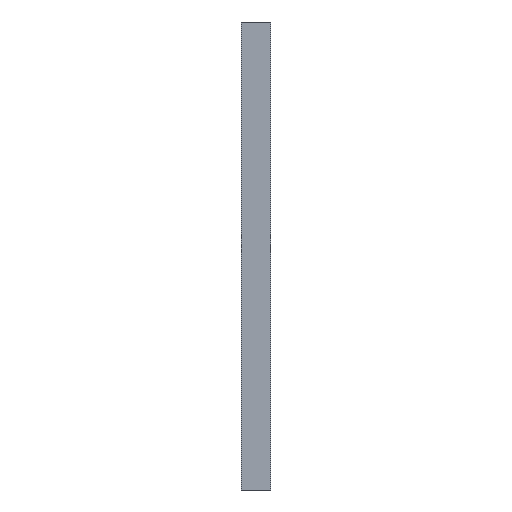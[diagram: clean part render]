
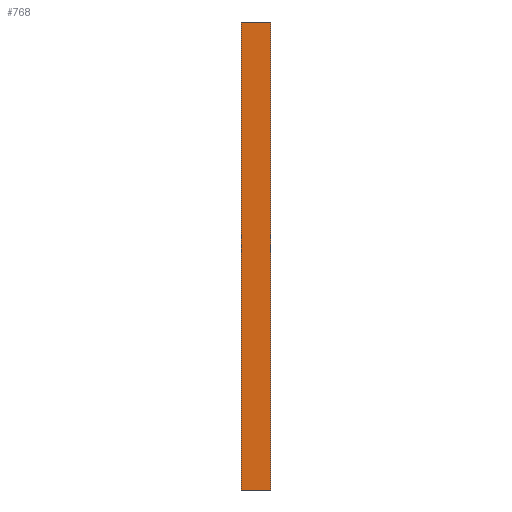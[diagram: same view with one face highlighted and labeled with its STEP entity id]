
A CAD part, left-side view. The second image highlights one B-rep face of the part: STEP entity #768.
In plain terms, the highlighted planar face has unit normal (-1, 0, 0).
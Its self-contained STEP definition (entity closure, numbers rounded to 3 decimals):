
#53 = PLANE ( 'NONE',  #1707 ) ;
#66 = VERTEX_POINT ( 'NONE', #2073 ) ;
#83 = VERTEX_POINT ( 'NONE', #1125 ) ;
#251 = VECTOR ( 'NONE', #1083, 1000. ) ;
#292 = VECTOR ( 'NONE', #873, 1000. ) ;
#431 = DIRECTION ( 'NONE',  ( 0., -1., 0. ) ) ;
#469 = CARTESIAN_POINT ( 'NONE',  ( -4., 0., 36. ) ) ;
#536 = DIRECTION ( 'NONE',  ( 1., 0., 0. ) ) ;
#564 = LINE ( 'NONE', #862, #292 ) ;
#697 = CARTESIAN_POINT ( 'NONE',  ( -4., 2.5, -4. ) ) ;
#768 = ADVANCED_FACE ( 'NONE', ( #1978 ), #53, .F. ) ;
#862 = CARTESIAN_POINT ( 'NONE',  ( -4., 0., -4. ) ) ;
#873 = DIRECTION ( 'NONE',  ( 0., 0., 1. ) ) ;
#1015 = ORIENTED_EDGE ( 'NONE', *, *, #1067, .F. ) ;
#1061 = LINE ( 'NONE', #1269, #251 ) ;
#1067 = EDGE_CURVE ( 'NONE', #83, #1206, #1061, .T. ) ;
#1083 = DIRECTION ( 'NONE',  ( 0., -1., 0. ) ) ;
#1098 = CARTESIAN_POINT ( 'NONE',  ( -4., 2.5, -4. ) ) ;
#1125 = CARTESIAN_POINT ( 'NONE',  ( -4., 2.5, 36. ) ) ;
#1132 = VERTEX_POINT ( 'NONE', #1098 ) ;
#1142 = VECTOR ( 'NONE', #1262, 1000. ) ;
#1206 = VERTEX_POINT ( 'NONE', #469 ) ;
#1238 = CARTESIAN_POINT ( 'NONE',  ( -4., 2.5, -4. ) ) ;
#1262 = DIRECTION ( 'NONE',  ( 0., 0., 1. ) ) ;
#1269 = CARTESIAN_POINT ( 'NONE',  ( -4., 2.5, 36. ) ) ;
#1275 = CARTESIAN_POINT ( 'NONE',  ( -4., 2.5, -4. ) ) ;
#1299 = ORIENTED_EDGE ( 'NONE', *, *, #1729, .T. ) ;
#1342 = ORIENTED_EDGE ( 'NONE', *, *, #2049, .T. ) ;
#1457 = EDGE_CURVE ( 'NONE', #1132, #83, #1844, .T. ) ;
#1664 = VECTOR ( 'NONE', #431, 1000. ) ;
#1707 = AXIS2_PLACEMENT_3D ( 'NONE', #697, #536, #1827 ) ;
#1729 = EDGE_CURVE ( 'NONE', #1132, #66, #1765, .T. ) ;
#1733 = ORIENTED_EDGE ( 'NONE', *, *, #1457, .F. ) ;
#1765 = LINE ( 'NONE', #1238, #1664 ) ;
#1827 = DIRECTION ( 'NONE',  ( 0., 0., -1. ) ) ;
#1844 = LINE ( 'NONE', #1275, #1142 ) ;
#1948 = EDGE_LOOP ( 'NONE', ( #1342, #1015, #1733, #1299 ) ) ;
#1978 = FACE_OUTER_BOUND ( 'NONE', #1948, .T. ) ;
#2049 = EDGE_CURVE ( 'NONE', #66, #1206, #564, .T. ) ;
#2073 = CARTESIAN_POINT ( 'NONE',  ( -4., 0., -4. ) ) ;
